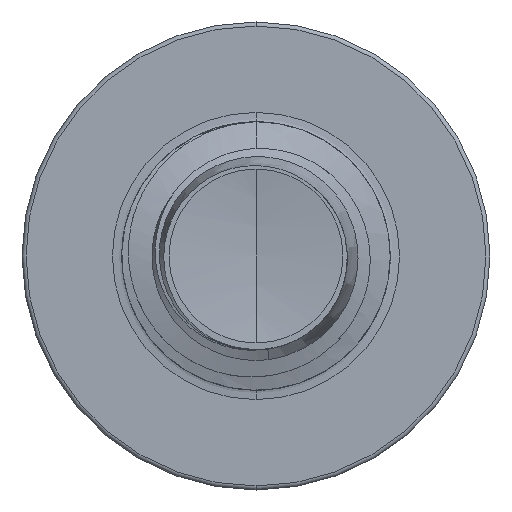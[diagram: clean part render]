
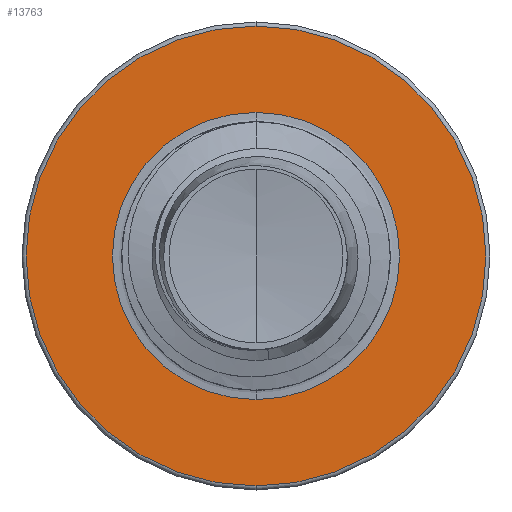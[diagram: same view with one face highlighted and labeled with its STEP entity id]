
A CAD part, front view. The second image highlights one B-rep face of the part: STEP entity #13763.
In plain terms, the highlighted planar face has unit normal (0, -1, 0).
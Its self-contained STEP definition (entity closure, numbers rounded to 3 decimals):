
#450 = AXIS2_PLACEMENT_3D ( 'NONE', #14439, #5331, #15854 ) ;
#496 = EDGE_LOOP ( 'NONE', ( #15192, #2654 ) ) ;
#1420 = DIRECTION ( 'NONE',  ( 0., 0., 1. ) ) ;
#2064 = CIRCLE ( 'NONE', #10566, 1.872 ) ;
#2654 = ORIENTED_EDGE ( 'NONE', *, *, #19087, .F. ) ;
#2705 = CARTESIAN_POINT ( 'NONE',  ( 0., 7.5, 0. ) ) ;
#4432 = DIRECTION ( 'NONE',  ( 0., 0., 1. ) ) ;
#4508 = DIRECTION ( 'NONE',  ( 0., 0., 1. ) ) ;
#4534 = VERTEX_POINT ( 'NONE', #9714 ) ;
#4938 = AXIS2_PLACEMENT_3D ( 'NONE', #2705, #13651, #4432 ) ;
#5296 = CARTESIAN_POINT ( 'NONE',  ( 0., 7.5, 0. ) ) ;
#5331 = DIRECTION ( 'NONE',  ( 0., 1., 0. ) ) ;
#5834 = EDGE_CURVE ( 'NONE', #4534, #15924, #2064, .T. ) ;
#6143 = CARTESIAN_POINT ( 'NONE',  ( 0., 7.5, -1.872 ) ) ;
#6618 = AXIS2_PLACEMENT_3D ( 'NONE', #6143, #13713, #4508 ) ;
#7023 = DIRECTION ( 'NONE',  ( 0., 0., 1. ) ) ;
#8461 = ORIENTED_EDGE ( 'NONE', *, *, #5834, .T. ) ;
#8503 = AXIS2_PLACEMENT_3D ( 'NONE', #5296, #15822, #7023 ) ;
#9307 = CARTESIAN_POINT ( 'NONE',  ( 0., 7.5, -1.872 ) ) ;
#9654 = CIRCLE ( 'NONE', #4938, 2.998 ) ;
#9714 = CARTESIAN_POINT ( 'NONE',  ( 0., 7.5, 1.872 ) ) ;
#10566 = AXIS2_PLACEMENT_3D ( 'NONE', #19779, #11253, #1420 ) ;
#11253 = DIRECTION ( 'NONE',  ( 0., 1., 0. ) ) ;
#12210 = EDGE_LOOP ( 'NONE', ( #8461, #17497 ) ) ;
#12313 = PLANE ( 'NONE',  #6618 ) ;
#13111 = VERTEX_POINT ( 'NONE', #14452 ) ;
#13651 = DIRECTION ( 'NONE',  ( 0., 1., 0. ) ) ;
#13713 = DIRECTION ( 'NONE',  ( 0., 1., 0. ) ) ;
#13763 = ADVANCED_FACE ( 'NONE', ( #19711, #19224 ), #12313, .F. ) ;
#14439 = CARTESIAN_POINT ( 'NONE',  ( 0., 7.5, 0. ) ) ;
#14452 = CARTESIAN_POINT ( 'NONE',  ( 0., 7.5, 2.998 ) ) ;
#14599 = VERTEX_POINT ( 'NONE', #17974 ) ;
#15192 = ORIENTED_EDGE ( 'NONE', *, *, #15324, .F. ) ;
#15324 = EDGE_CURVE ( 'NONE', #13111, #14599, #9654, .T. ) ;
#15620 = EDGE_CURVE ( 'NONE', #15924, #4534, #19206, .T. ) ;
#15822 = DIRECTION ( 'NONE',  ( 0., 1., 0. ) ) ;
#15854 = DIRECTION ( 'NONE',  ( 0., 0., 1. ) ) ;
#15924 = VERTEX_POINT ( 'NONE', #9307 ) ;
#17497 = ORIENTED_EDGE ( 'NONE', *, *, #15620, .T. ) ;
#17974 = CARTESIAN_POINT ( 'NONE',  ( 0., 7.5, -2.997 ) ) ;
#19087 = EDGE_CURVE ( 'NONE', #14599, #13111, #19668, .T. ) ;
#19206 = CIRCLE ( 'NONE', #8503, 1.872 ) ;
#19224 = FACE_BOUND ( 'NONE', #12210, .T. ) ;
#19668 = CIRCLE ( 'NONE', #450, 2.998 ) ;
#19711 = FACE_OUTER_BOUND ( 'NONE', #496, .T. ) ;
#19779 = CARTESIAN_POINT ( 'NONE',  ( 0., 7.5, 0. ) ) ;
